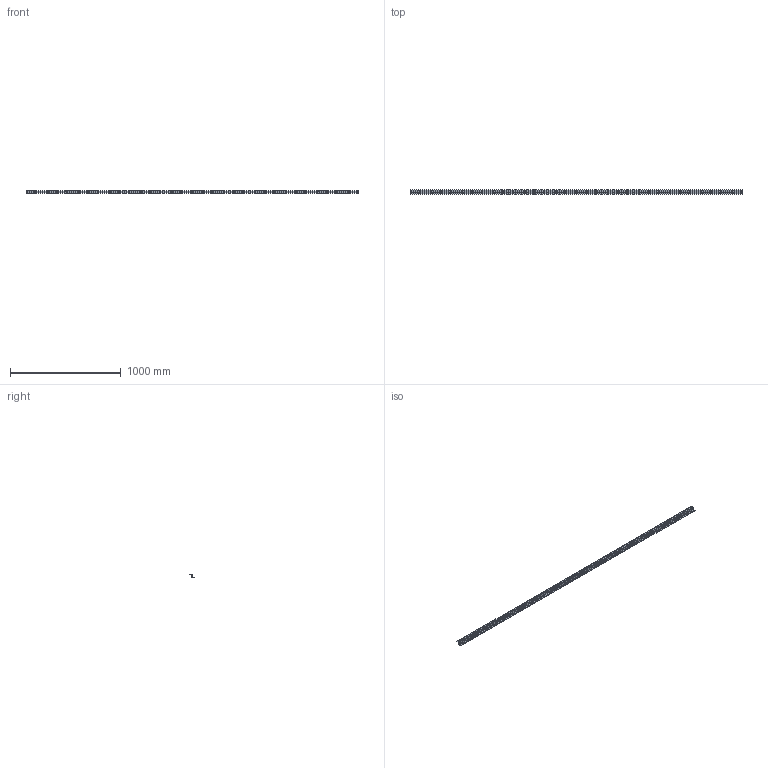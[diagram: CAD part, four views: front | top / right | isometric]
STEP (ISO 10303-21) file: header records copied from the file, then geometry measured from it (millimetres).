
FILE_DESCRIPTION(/* description */ (''),/* implementation_level */ '2;1');
FILE_NAME(/* name */ '524200.stp',/* time_stamp */ '2025-12-05T09:47:40+01:00',/* author */ ('mael.lecharpentier'),/* organization */ (''),/* preprocessor_version */ 'ST-DEVELOPER v20',/* originating_system */ 'AutoCAD Mechanical',/* authorisation */ '');
FILE_SCHEMA (('AUTOMOTIVE_DESIGN { 1 0 10303 214 3 1 1 }'));
Length unit declared in the file: millimetre
Products named in the file (1): Product
Bounding box: 3000 x 44.65 x 27.4 mm (x, y, z)
Volume: 284715 mm3; surface area: 504107.8 mm2
Topology: 1 solids, 451 shells, 460 faces, 1824 edges, 1816 vertices
Faces by surface type: plane 460
Entity records: 20575 total; most frequent: CARTESIAN_POINT 4101, DIRECTION 3646, ORIENTED_EDGE 1848, EDGE_CURVE 1824, VERTEX_POINT 1816, AXIS2_PLACEMENT_3D 1361, LINE 924, VECTOR 924
